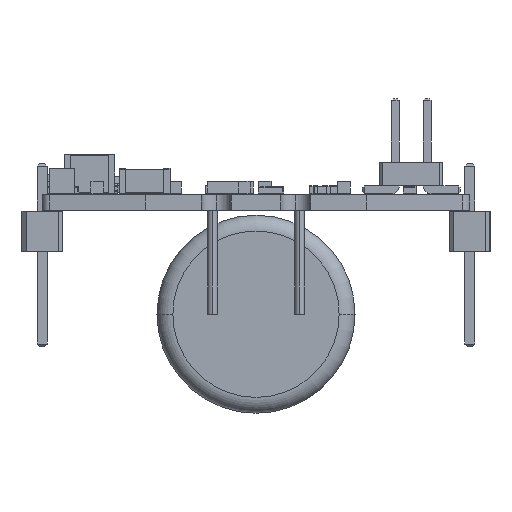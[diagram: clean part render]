
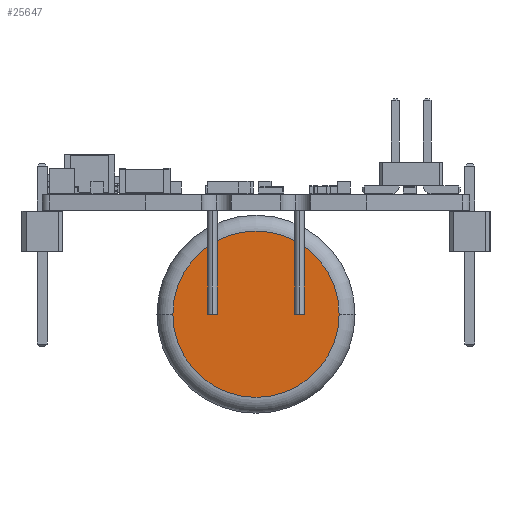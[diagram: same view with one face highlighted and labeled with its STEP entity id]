
A CAD part, left-side view. The second image highlights one B-rep face of the part: STEP entity #25647.
In plain terms, the highlighted face is planar.
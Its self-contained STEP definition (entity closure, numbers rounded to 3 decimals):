
#25406 = EDGE_CURVE('',#25407,#25409,#25411,.T.);
#25407 = VERTEX_POINT('',#25408);
#25408 = CARTESIAN_POINT('',(-5.25,0.,0.));
#25409 = VERTEX_POINT('',#25410);
#25410 = CARTESIAN_POINT('',(5.25,0.,0.));
#25411 = SURFACE_CURVE('',#25412,(#25417,#25429),.PCURVE_S1.);
#25412 = CIRCLE('',#25413,5.25);
#25413 = AXIS2_PLACEMENT_3D('',#25414,#25415,#25416);
#25414 = CARTESIAN_POINT('',(0.,0.,0.));
#25415 = DIRECTION('',(0.,0.,-1.));
#25416 = DIRECTION('',(1.,0.,0.));
#25417 = PCURVE('',#25418,#25423);
#25418 = TOROIDAL_SURFACE('',#25419,5.25,1.);
#25419 = AXIS2_PLACEMENT_3D('',#25420,#25421,#25422);
#25420 = CARTESIAN_POINT('',(0.,0.,1.));
#25421 = DIRECTION('',(0.,0.,1.));
#25422 = DIRECTION('',(1.,0.,-0.));
#25423 = DEFINITIONAL_REPRESENTATION('',(#25424),#25428);
#25424 = LINE('',#25425,#25426);
#25425 = CARTESIAN_POINT('',(6.283,4.712));
#25426 = VECTOR('',#25427,1.);
#25427 = DIRECTION('',(-1.,0.));
#25428 = ( GEOMETRIC_REPRESENTATION_CONTEXT(2) 
PARAMETRIC_REPRESENTATION_CONTEXT() REPRESENTATION_CONTEXT('2D SPACE',''
  ) );
#25429 = PCURVE('',#25430,#25435);
#25430 = PLANE('',#25431);
#25431 = AXIS2_PLACEMENT_3D('',#25432,#25433,#25434);
#25432 = CARTESIAN_POINT('',(0.,0.,0.));
#25433 = DIRECTION('',(0.,0.,1.));
#25434 = DIRECTION('',(1.,0.,-0.));
#25435 = DEFINITIONAL_REPRESENTATION('',(#25436),#25444);
#25436 = ( BOUNDED_CURVE() B_SPLINE_CURVE(2,(#25437,#25438,#25439,#25440
    ,#25441,#25442,#25443),.UNSPECIFIED.,.T.,.F.) 
B_SPLINE_CURVE_WITH_KNOTS((1,2,2,2,2,1),(-2.094,0.,
    2.094,4.189,6.283,8.378),
.UNSPECIFIED.) CURVE() GEOMETRIC_REPRESENTATION_ITEM() 
RATIONAL_B_SPLINE_CURVE((1.,0.5,1.,0.5,1.,0.5,1.)) REPRESENTATION_ITEM(
  '') );
#25437 = CARTESIAN_POINT('',(5.25,0.));
#25438 = CARTESIAN_POINT('',(5.25,-9.093));
#25439 = CARTESIAN_POINT('',(-2.625,-4.547));
#25440 = CARTESIAN_POINT('',(-10.5,0.));
#25441 = CARTESIAN_POINT('',(-2.625,4.547));
#25442 = CARTESIAN_POINT('',(5.25,9.093));
#25443 = CARTESIAN_POINT('',(5.25,0.));
#25444 = ( GEOMETRIC_REPRESENTATION_CONTEXT(2) 
PARAMETRIC_REPRESENTATION_CONTEXT() REPRESENTATION_CONTEXT('2D SPACE',''
  ) );
#25463 = TOROIDAL_SURFACE('',#25464,5.25,1.);
#25464 = AXIS2_PLACEMENT_3D('',#25465,#25466,#25467);
#25465 = CARTESIAN_POINT('',(0.,0.,1.));
#25466 = DIRECTION('',(0.,0.,1.));
#25467 = DIRECTION('',(1.,0.,-0.));
#25647 = ADVANCED_FACE('',(#25648),#25430,.F.);
#25648 = FACE_BOUND('',#25649,.T.);
#25649 = EDGE_LOOP('',(#25650,#25676));
#25650 = ORIENTED_EDGE('',*,*,#25651,.T.);
#25651 = EDGE_CURVE('',#25409,#25407,#25652,.T.);
#25652 = SURFACE_CURVE('',#25653,(#25658,#25669),.PCURVE_S1.);
#25653 = CIRCLE('',#25654,5.25);
#25654 = AXIS2_PLACEMENT_3D('',#25655,#25656,#25657);
#25655 = CARTESIAN_POINT('',(0.,0.,0.));
#25656 = DIRECTION('',(0.,0.,-1.));
#25657 = DIRECTION('',(1.,0.,0.));
#25658 = PCURVE('',#25430,#25659);
#25659 = DEFINITIONAL_REPRESENTATION('',(#25660),#25668);
#25660 = ( BOUNDED_CURVE() B_SPLINE_CURVE(2,(#25661,#25662,#25663,#25664
    ,#25665,#25666,#25667),.UNSPECIFIED.,.T.,.F.) 
B_SPLINE_CURVE_WITH_KNOTS((1,2,2,2,2,1),(-2.094,0.,
    2.094,4.189,6.283,8.378),
.UNSPECIFIED.) CURVE() GEOMETRIC_REPRESENTATION_ITEM() 
RATIONAL_B_SPLINE_CURVE((1.,0.5,1.,0.5,1.,0.5,1.)) REPRESENTATION_ITEM(
  '') );
#25661 = CARTESIAN_POINT('',(5.25,0.));
#25662 = CARTESIAN_POINT('',(5.25,-9.093));
#25663 = CARTESIAN_POINT('',(-2.625,-4.547));
#25664 = CARTESIAN_POINT('',(-10.5,0.));
#25665 = CARTESIAN_POINT('',(-2.625,4.547));
#25666 = CARTESIAN_POINT('',(5.25,9.093));
#25667 = CARTESIAN_POINT('',(5.25,0.));
#25668 = ( GEOMETRIC_REPRESENTATION_CONTEXT(2) 
PARAMETRIC_REPRESENTATION_CONTEXT() REPRESENTATION_CONTEXT('2D SPACE',''
  ) );
#25669 = PCURVE('',#25463,#25670);
#25670 = DEFINITIONAL_REPRESENTATION('',(#25671),#25675);
#25671 = LINE('',#25672,#25673);
#25672 = CARTESIAN_POINT('',(6.283,4.712));
#25673 = VECTOR('',#25674,1.);
#25674 = DIRECTION('',(-1.,0.));
#25675 = ( GEOMETRIC_REPRESENTATION_CONTEXT(2) 
PARAMETRIC_REPRESENTATION_CONTEXT() REPRESENTATION_CONTEXT('2D SPACE',''
  ) );
#25676 = ORIENTED_EDGE('',*,*,#25406,.T.);
